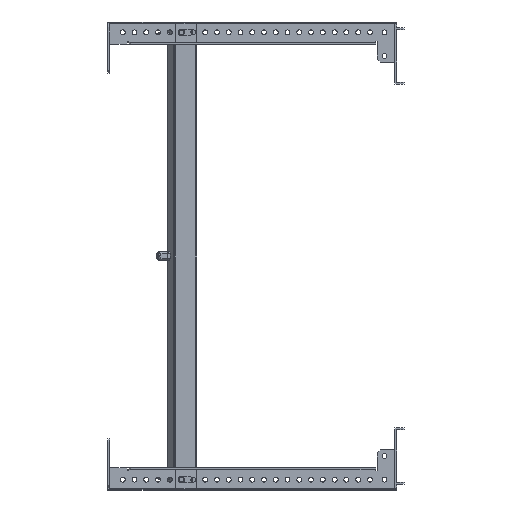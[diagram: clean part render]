
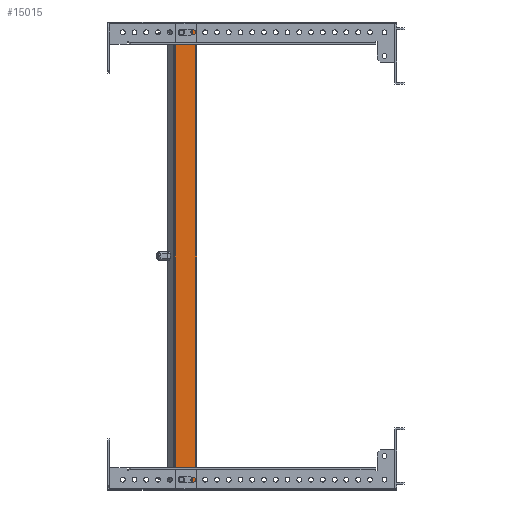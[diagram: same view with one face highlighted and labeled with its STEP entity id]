
A CAD part, front view. The second image highlights one B-rep face of the part: STEP entity #15015.
In plain terms, the highlighted planar face has unit normal (0, -1, 0).
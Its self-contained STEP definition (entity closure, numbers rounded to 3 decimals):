
#736 = VERTEX_POINT ( 'NONE', #34790 ) ;
#1097 = DIRECTION ( 'NONE',  ( 1., 0., 0. ) ) ;
#1471 = CARTESIAN_POINT ( 'NONE',  ( 1112.302, -254., 384. ) ) ;
#1745 = LINE ( 'NONE', #7837, #33287 ) ;
#1872 = LINE ( 'NONE', #15999, #24330 ) ;
#2002 = EDGE_CURVE ( 'NONE', #17243, #13821, #23374, .T. ) ;
#2125 = CARTESIAN_POINT ( 'NONE',  ( 1128.304, -254., -100.859 ) ) ;
#2329 = VERTEX_POINT ( 'NONE', #23711 ) ;
#3016 = EDGE_CURVE ( 'NONE', #31869, #24909, #22044, .T. ) ;
#3174 = CARTESIAN_POINT ( 'NONE',  ( 1112.302, -254., 384. ) ) ;
#3328 = AXIS2_PLACEMENT_3D ( 'NONE', #9994, #36899, #7684 ) ;
#3606 = ORIENTED_EDGE ( 'NONE', *, *, #30943, .F. ) ;
#3752 = DIRECTION ( 'NONE',  ( -1., 0., 0. ) ) ;
#4509 = CIRCLE ( 'NONE', #16112, 3.5 ) ;
#4555 = VERTEX_POINT ( 'NONE', #23323 ) ;
#5079 = CARTESIAN_POINT ( 'NONE',  ( 1108.802, -254., 387.5 ) ) ;
#6006 = CARTESIAN_POINT ( 'NONE',  ( 1112.302, -254., -84. ) ) ;
#6390 = CARTESIAN_POINT ( 'NONE',  ( 1120.302, -254., 391. ) ) ;
#6837 = ORIENTED_EDGE ( 'NONE', *, *, #2002, .F. ) ;
#7068 = DIRECTION ( 'NONE',  ( -1., 0., 0. ) ) ;
#7082 = VERTEX_POINT ( 'NONE', #12898 ) ;
#7409 = ORIENTED_EDGE ( 'NONE', *, *, #25476, .F. ) ;
#7631 = CARTESIAN_POINT ( 'NONE',  ( 1128.304, -254., 397.5 ) ) ;
#7684 = DIRECTION ( 'NONE',  ( 1., 0., 0. ) ) ;
#7837 = CARTESIAN_POINT ( 'NONE',  ( 1112.302, -254., -84. ) ) ;
#8940 = CARTESIAN_POINT ( 'NONE',  ( 1120.302, -254., -84. ) ) ;
#9520 = CARTESIAN_POINT ( 'NONE',  ( 1112.302, -254., 387.5 ) ) ;
#9687 = ORIENTED_EDGE ( 'NONE', *, *, #16124, .T. ) ;
#9994 = CARTESIAN_POINT ( 'NONE',  ( 1150.77, -254., 150. ) ) ;
#10043 = ORIENTED_EDGE ( 'NONE', *, *, #31903, .T. ) ;
#10055 = DIRECTION ( 'NONE',  ( 1., 0., 0. ) ) ;
#10122 = VECTOR ( 'NONE', #14059, 1000. ) ;
#10246 = AXIS2_PLACEMENT_3D ( 'NONE', #17130, #28801, #34872 ) ;
#10455 = CARTESIAN_POINT ( 'NONE',  ( 1120.302, -254., -91. ) ) ;
#10476 = DIRECTION ( 'NONE',  ( -1., 0., 0. ) ) ;
#10564 = FACE_BOUND ( 'NONE', #14959, .T. ) ;
#11068 = DIRECTION ( 'NONE',  ( -1., 0., 0. ) ) ;
#11178 = EDGE_CURVE ( 'NONE', #23939, #2329, #22533, .T. ) ;
#11300 = VERTEX_POINT ( 'NONE', #3174 ) ;
#11776 = VERTEX_POINT ( 'NONE', #5079 ) ;
#12391 = EDGE_CURVE ( 'NONE', #31869, #21091, #28879, .T. ) ;
#12898 = CARTESIAN_POINT ( 'NONE',  ( 1112.302, -254., -91. ) ) ;
#13012 = EDGE_CURVE ( 'NONE', #7082, #20113, #1872, .T. ) ;
#13681 = DIRECTION ( 'NONE',  ( -1., 0., 0. ) ) ;
#13821 = VERTEX_POINT ( 'NONE', #14483 ) ;
#14059 = DIRECTION ( 'NONE',  ( 0., 0., 1. ) ) ;
#14398 = CIRCLE ( 'NONE', #33926, 3.5 ) ;
#14483 = CARTESIAN_POINT ( 'NONE',  ( 1108.802, -254., -87.5 ) ) ;
#14959 = EDGE_LOOP ( 'NONE', ( #21752, #29594, #9687, #33453, #10043 ) ) ;
#15015 = ADVANCED_FACE ( 'NONE', ( #16118, #16513, #10564 ), #15743, .F. ) ;
#15581 = VECTOR ( 'NONE', #1097, 1000. ) ;
#15743 = PLANE ( 'NONE',  #3328 ) ;
#15754 = EDGE_CURVE ( 'NONE', #11300, #11776, #14398, .T. ) ;
#15980 = CARTESIAN_POINT ( 'NONE',  ( 1112.302, -254., 387.5 ) ) ;
#15999 = CARTESIAN_POINT ( 'NONE',  ( 1112.302, -254., -91. ) ) ;
#16112 = AXIS2_PLACEMENT_3D ( 'NONE', #15980, #24590, #3752 ) ;
#16118 = FACE_OUTER_BOUND ( 'NONE', #16257, .T. ) ;
#16124 = EDGE_CURVE ( 'NONE', #736, #23939, #16170, .T. ) ;
#16170 = LINE ( 'NONE', #27083, #29681 ) ;
#16257 = EDGE_LOOP ( 'NONE', ( #7409, #23621, #24033, #16984 ) ) ;
#16304 = EDGE_CURVE ( 'NONE', #21091, #4555, #19422, .T. ) ;
#16513 = FACE_BOUND ( 'NONE', #33210, .T. ) ;
#16984 = ORIENTED_EDGE ( 'NONE', *, *, #3016, .T. ) ;
#17130 = CARTESIAN_POINT ( 'NONE',  ( 1120.302, -254., -87.5 ) ) ;
#17145 = CARTESIAN_POINT ( 'NONE',  ( 1105.802, -254., -97.5 ) ) ;
#17243 = VERTEX_POINT ( 'NONE', #6006 ) ;
#17580 = CIRCLE ( 'NONE', #10246, 3.5 ) ;
#18530 = DIRECTION ( 'NONE',  ( -1., 0., 0. ) ) ;
#18760 = EDGE_CURVE ( 'NONE', #25193, #17243, #1745, .T. ) ;
#19033 = DIRECTION ( 'NONE',  ( 1., 0., 0. ) ) ;
#19224 = DIRECTION ( 'NONE',  ( -1., 0., 0. ) ) ;
#19422 = LINE ( 'NONE', #24990, #10122 ) ;
#20113 = VERTEX_POINT ( 'NONE', #10455 ) ;
#21091 = VERTEX_POINT ( 'NONE', #17145 ) ;
#21529 = CARTESIAN_POINT ( 'NONE',  ( 1105.802, -254., 397.5 ) ) ;
#21631 = CARTESIAN_POINT ( 'NONE',  ( 1112.302, -254., -87.5 ) ) ;
#21752 = ORIENTED_EDGE ( 'NONE', *, *, #15754, .T. ) ;
#21806 = VECTOR ( 'NONE', #11068, 1000. ) ;
#22044 = LINE ( 'NONE', #2125, #37770 ) ;
#22533 = CIRCLE ( 'NONE', #28645, 3.5 ) ;
#22770 = CARTESIAN_POINT ( 'NONE',  ( 1150.146, -254., -97.5 ) ) ;
#22860 = ORIENTED_EDGE ( 'NONE', *, *, #13012, .F. ) ;
#23323 = CARTESIAN_POINT ( 'NONE',  ( 1105.802, -254., 397.5 ) ) ;
#23350 = AXIS2_PLACEMENT_3D ( 'NONE', #21631, #33285, #7068 ) ;
#23374 = CIRCLE ( 'NONE', #23350, 3.5 ) ;
#23381 = AXIS2_PLACEMENT_3D ( 'NONE', #25727, #33744, #13681 ) ;
#23621 = ORIENTED_EDGE ( 'NONE', *, *, #16304, .F. ) ;
#23711 = CARTESIAN_POINT ( 'NONE',  ( 1120.302, -254., 384. ) ) ;
#23939 = VERTEX_POINT ( 'NONE', #6390 ) ;
#24033 = ORIENTED_EDGE ( 'NONE', *, *, #12391, .F. ) ;
#24330 = VECTOR ( 'NONE', #10055, 1000. ) ;
#24420 = LINE ( 'NONE', #21529, #15581 ) ;
#24590 = DIRECTION ( 'NONE',  ( 0., 1., 0. ) ) ;
#24909 = VERTEX_POINT ( 'NONE', #7631 ) ;
#24920 = ORIENTED_EDGE ( 'NONE', *, *, #18760, .F. ) ;
#24990 = CARTESIAN_POINT ( 'NONE',  ( 1105.802, -254., -97.5 ) ) ;
#25193 = VERTEX_POINT ( 'NONE', #8940 ) ;
#25441 = DIRECTION ( 'NONE',  ( -1., 0., 0. ) ) ;
#25476 = EDGE_CURVE ( 'NONE', #4555, #24909, #24420, .T. ) ;
#25727 = CARTESIAN_POINT ( 'NONE',  ( 1112.302, -254., -87.5 ) ) ;
#26838 = VECTOR ( 'NONE', #19224, 1000. ) ;
#27029 = CIRCLE ( 'NONE', #23381, 3.5 ) ;
#27083 = CARTESIAN_POINT ( 'NONE',  ( 1112.302, -254., 391. ) ) ;
#27943 = DIRECTION ( 'NONE',  ( 0., 1., 0. ) ) ;
#28251 = EDGE_CURVE ( 'NONE', #11776, #736, #4509, .T. ) ;
#28403 = EDGE_CURVE ( 'NONE', #13821, #7082, #27029, .T. ) ;
#28645 = AXIS2_PLACEMENT_3D ( 'NONE', #30770, #27943, #18530 ) ;
#28801 = DIRECTION ( 'NONE',  ( 0., -1., 0. ) ) ;
#28879 = LINE ( 'NONE', #22770, #21806 ) ;
#29594 = ORIENTED_EDGE ( 'NONE', *, *, #28251, .T. ) ;
#29681 = VECTOR ( 'NONE', #19033, 1000. ) ;
#30730 = DIRECTION ( 'NONE',  ( 0., 1., 0. ) ) ;
#30770 = CARTESIAN_POINT ( 'NONE',  ( 1120.302, -254., 387.5 ) ) ;
#30943 = EDGE_CURVE ( 'NONE', #20113, #25193, #17580, .T. ) ;
#31002 = DIRECTION ( 'NONE',  ( 0., 0., 1. ) ) ;
#31869 = VERTEX_POINT ( 'NONE', #34158 ) ;
#31903 = EDGE_CURVE ( 'NONE', #2329, #11300, #36967, .T. ) ;
#33210 = EDGE_LOOP ( 'NONE', ( #22860, #37032, #6837, #24920, #3606 ) ) ;
#33285 = DIRECTION ( 'NONE',  ( 0., -1., 0. ) ) ;
#33287 = VECTOR ( 'NONE', #25441, 1000. ) ;
#33453 = ORIENTED_EDGE ( 'NONE', *, *, #11178, .T. ) ;
#33744 = DIRECTION ( 'NONE',  ( 0., -1., 0. ) ) ;
#33926 = AXIS2_PLACEMENT_3D ( 'NONE', #9520, #30730, #10476 ) ;
#34158 = CARTESIAN_POINT ( 'NONE',  ( 1128.304, -254., -97.5 ) ) ;
#34790 = CARTESIAN_POINT ( 'NONE',  ( 1112.302, -254., 391. ) ) ;
#34872 = DIRECTION ( 'NONE',  ( -1., 0., 0. ) ) ;
#36899 = DIRECTION ( 'NONE',  ( 0., 1., 0. ) ) ;
#36967 = LINE ( 'NONE', #1471, #26838 ) ;
#37032 = ORIENTED_EDGE ( 'NONE', *, *, #28403, .F. ) ;
#37770 = VECTOR ( 'NONE', #31002, 1000. ) ;
